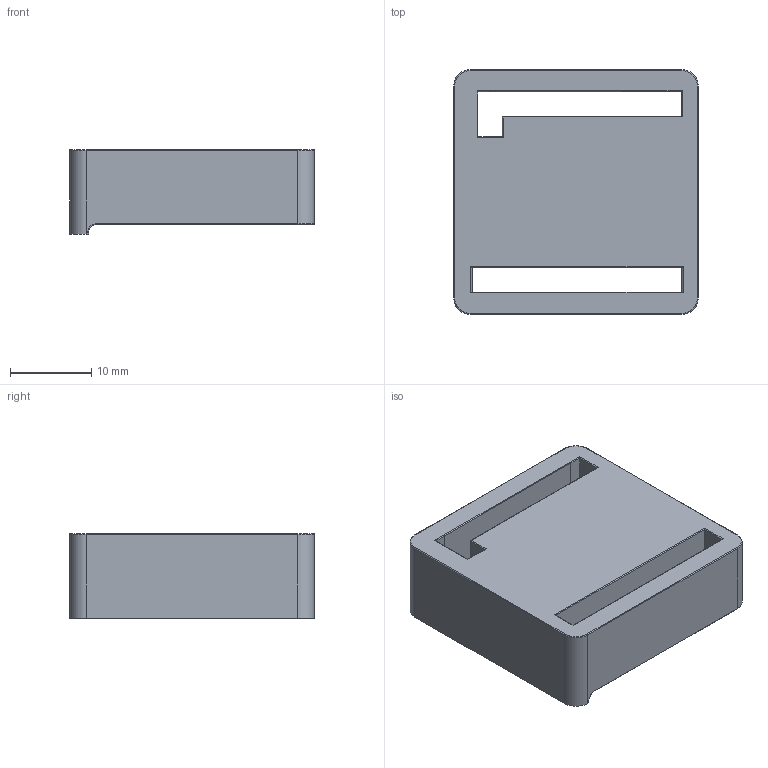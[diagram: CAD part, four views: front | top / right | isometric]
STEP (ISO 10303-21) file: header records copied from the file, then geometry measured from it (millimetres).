
FILE_DESCRIPTION(('FreeCAD Model'),'2;1');
FILE_NAME('Case-Pinguino_SMD-2550.step','2016-12-27T12:58:49',( 'Author'),(''),'Open CASCADE STEP processor 6.8','FreeCAD','Unknown' );
FILE_SCHEMA(('AUTOMOTIVE_DESIGN_CC2 { 1 2 10303 214 -1 1 5 4 }'));
Length unit declared in the file: millimetre
Products named in the file (2): ASSEMBLY; Case-Pinguino_SMD-2550
Assembly tree (1 placements, depth 2):
  ASSEMBLY
    Case-Pinguino_SMD-2550
Bounding box: 30 x 30 x 10.4 mm (x, y, z)
Volume: 4904.4 mm3; surface area: 4114.7 mm2
Topology: 1 solids, 1 shells, 127 faces, 316 edges, 194 vertices
Faces by surface type: plane 70, cylinder 43, torus 8, sphere 6
Full cylindrical faces by diameter (mm): 9.085 x1
Entity records: 9244 total; most frequent: CARTESIAN_POINT 2203, DIRECTION 1082, LINE 638, VECTOR 638, ORIENTED_EDGE 632, PCURVE 632, DEFINITIONAL_REPRESENTATION 632, EDGE_CURVE 316
